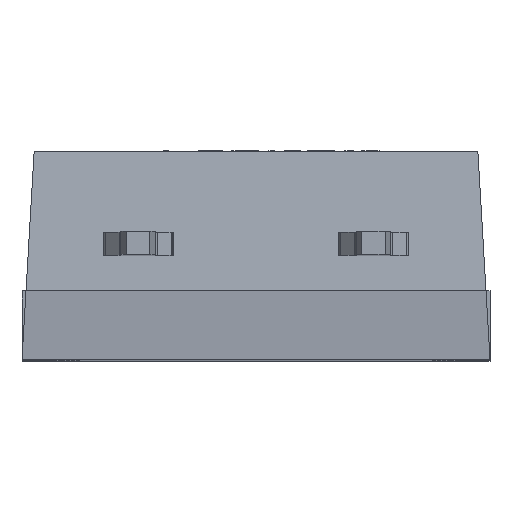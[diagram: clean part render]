
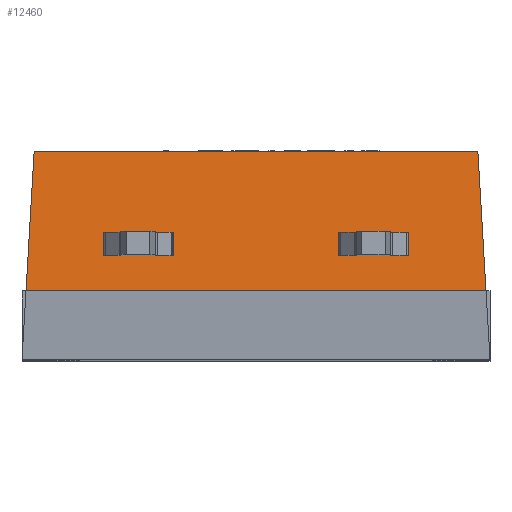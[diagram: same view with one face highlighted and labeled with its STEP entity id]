
A CAD part, top view. The second image highlights one B-rep face of the part: STEP entity #12460.
In plain terms, the highlighted planar face has unit normal (0, 0.087, 0.996).
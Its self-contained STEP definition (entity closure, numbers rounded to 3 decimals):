
#22 = LINE ( 'NONE', #2639, #14717 ) ;
#266 = VECTOR ( 'NONE', #16253, 1000. ) ;
#497 = LINE ( 'NONE', #6074, #4195 ) ;
#523 = VECTOR ( 'NONE', #664, 1000. ) ;
#664 = DIRECTION ( 'NONE',  ( -1., 0., 0. ) ) ;
#898 = EDGE_CURVE ( 'NONE', #9152, #8332, #22, .T. ) ;
#1144 = ORIENTED_EDGE ( 'NONE', *, *, #12865, .T. ) ;
#1502 = CARTESIAN_POINT ( 'NONE',  ( 3.295, -0.5, -16.816 ) ) ;
#1539 = EDGE_CURVE ( 'NONE', #9152, #9207, #13014, .T. ) ;
#1859 = CARTESIAN_POINT ( 'NONE',  ( -4.783, 1.75, -17.012 ) ) ;
#2243 = DIRECTION ( 'NONE',  ( -1., 0., 0. ) ) ;
#2436 = VERTEX_POINT ( 'NONE', #12597 ) ;
#2464 = EDGE_CURVE ( 'NONE', #7774, #9207, #15209, .T. ) ;
#2485 = VERTEX_POINT ( 'NONE', #8899 ) ;
#2499 = ORIENTED_EDGE ( 'NONE', *, *, #11460, .T. ) ;
#2639 = CARTESIAN_POINT ( 'NONE',  ( 3.295, -1.25, -16.75 ) ) ;
#2873 = CARTESIAN_POINT ( 'NONE',  ( 1.795, -1.25, -16.75 ) ) ;
#3027 = EDGE_CURVE ( 'NONE', #13418, #11554, #10948, .T. ) ;
#3351 = ORIENTED_EDGE ( 'NONE', *, *, #1539, .F. ) ;
#3596 = ORIENTED_EDGE ( 'NONE', *, *, #898, .T. ) ;
#3762 = CARTESIAN_POINT ( 'NONE',  ( 3.295, 0., -16.859 ) ) ;
#3967 = EDGE_LOOP ( 'NONE', ( #3351, #3596, #1144, #11408 ) ) ;
#4195 = VECTOR ( 'NONE', #11489, 1000. ) ;
#4360 = LINE ( 'NONE', #11476, #4666 ) ;
#4363 = PLANE ( 'NONE',  #8035 ) ;
#4632 = FACE_OUTER_BOUND ( 'NONE', #9654, .T. ) ;
#4666 = VECTOR ( 'NONE', #12645, 1000. ) ;
#5138 = VECTOR ( 'NONE', #8366, 1000. ) ;
#5232 = DIRECTION ( 'NONE',  ( -1., 0., 0. ) ) ;
#5361 = LINE ( 'NONE', #9329, #266 ) ;
#5527 = CARTESIAN_POINT ( 'NONE',  ( -1.785, -1.25, -16.75 ) ) ;
#5777 = ORIENTED_EDGE ( 'NONE', *, *, #12371, .T. ) ;
#6074 = CARTESIAN_POINT ( 'NONE',  ( -5.045, 1.75, -17.012 ) ) ;
#6104 = VECTOR ( 'NONE', #17129, 1000. ) ;
#6159 = EDGE_CURVE ( 'NONE', #17480, #2436, #11941, .T. ) ;
#6724 = CARTESIAN_POINT ( 'NONE',  ( 1.795, 0., -16.859 ) ) ;
#6792 = DIRECTION ( 'NONE',  ( 0., -0.996, 0.087 ) ) ;
#6903 = VECTOR ( 'NONE', #2243, 1000. ) ;
#7060 = DIRECTION ( 'NONE',  ( 0., -0.996, 0.087 ) ) ;
#7083 = VERTEX_POINT ( 'NONE', #10609 ) ;
#7204 = LINE ( 'NONE', #12709, #6903 ) ;
#7456 = VECTOR ( 'NONE', #5232, 1000. ) ;
#7504 = LINE ( 'NONE', #13004, #6104 ) ;
#7535 = DIRECTION ( 'NONE',  ( -0.058, -0.995, 0.087 ) ) ;
#7575 = LINE ( 'NONE', #11724, #7456 ) ;
#7774 = VERTEX_POINT ( 'NONE', #14668 ) ;
#7853 = VECTOR ( 'NONE', #6792, 1000. ) ;
#8035 = AXIS2_PLACEMENT_3D ( 'NONE', #16878, #15447, #7060 ) ;
#8257 = ORIENTED_EDGE ( 'NONE', *, *, #6159, .T. ) ;
#8332 = VERTEX_POINT ( 'NONE', #1502 ) ;
#8366 = DIRECTION ( 'NONE',  ( 0., 0.996, -0.087 ) ) ;
#8638 = EDGE_CURVE ( 'NONE', #7083, #12111, #4360, .T. ) ;
#8721 = EDGE_CURVE ( 'NONE', #2485, #11154, #7504, .T. ) ;
#8899 = CARTESIAN_POINT ( 'NONE',  ( -3.285, -0.5, -16.816 ) ) ;
#9152 = VERTEX_POINT ( 'NONE', #3762 ) ;
#9207 = VERTEX_POINT ( 'NONE', #6724 ) ;
#9247 = CARTESIAN_POINT ( 'NONE',  ( -4.958, -1.255, -16.75 ) ) ;
#9293 = CARTESIAN_POINT ( 'NONE',  ( -3.285, 0., -16.859 ) ) ;
#9329 = CARTESIAN_POINT ( 'NONE',  ( -5.045, -1.25, -16.75 ) ) ;
#9654 = EDGE_LOOP ( 'NONE', ( #14972, #8257, #5777, #17819 ) ) ;
#9870 = EDGE_CURVE ( 'NONE', #13418, #11154, #16232, .T. ) ;
#10609 = CARTESIAN_POINT ( 'NONE',  ( 4.968, -1.25, -16.75 ) ) ;
#10932 = CARTESIAN_POINT ( 'NONE',  ( -5.045, 0., -16.859 ) ) ;
#10948 = LINE ( 'NONE', #5527, #7853 ) ;
#11154 = VERTEX_POINT ( 'NONE', #9293 ) ;
#11408 = ORIENTED_EDGE ( 'NONE', *, *, #2464, .T. ) ;
#11460 = EDGE_CURVE ( 'NONE', #11554, #2485, #7204, .T. ) ;
#11476 = CARTESIAN_POINT ( 'NONE',  ( 4.934, -0.672, -16.801 ) ) ;
#11489 = DIRECTION ( 'NONE',  ( 1., 0., 0. ) ) ;
#11554 = VERTEX_POINT ( 'NONE', #12664 ) ;
#11724 = CARTESIAN_POINT ( 'NONE',  ( -5.045, -0.5, -16.816 ) ) ;
#11941 = LINE ( 'NONE', #9247, #16905 ) ;
#12111 = VERTEX_POINT ( 'NONE', #14108 ) ;
#12184 = DIRECTION ( 'NONE',  ( 0., -0.996, 0.087 ) ) ;
#12371 = EDGE_CURVE ( 'NONE', #2436, #7083, #5361, .T. ) ;
#12460 = ADVANCED_FACE ( 'NONE', ( #12649, #4632, #14175 ), #4363, .T. ) ;
#12597 = CARTESIAN_POINT ( 'NONE',  ( -4.958, -1.25, -16.75 ) ) ;
#12645 = DIRECTION ( 'NONE',  ( -0.058, 0.995, -0.087 ) ) ;
#12649 = FACE_BOUND ( 'NONE', #3967, .T. ) ;
#12664 = CARTESIAN_POINT ( 'NONE',  ( -1.785, -0.5, -16.816 ) ) ;
#12698 = ORIENTED_EDGE ( 'NONE', *, *, #9870, .F. ) ;
#12709 = CARTESIAN_POINT ( 'NONE',  ( -5.045, -0.5, -16.816 ) ) ;
#12865 = EDGE_CURVE ( 'NONE', #8332, #7774, #7575, .T. ) ;
#13004 = CARTESIAN_POINT ( 'NONE',  ( -3.285, -1.25, -16.75 ) ) ;
#13014 = LINE ( 'NONE', #13096, #523 ) ;
#13096 = CARTESIAN_POINT ( 'NONE',  ( -5.045, 0., -16.859 ) ) ;
#13418 = VERTEX_POINT ( 'NONE', #14705 ) ;
#14108 = CARTESIAN_POINT ( 'NONE',  ( 4.793, 1.75, -17.012 ) ) ;
#14175 = FACE_BOUND ( 'NONE', #17582, .T. ) ;
#14253 = VECTOR ( 'NONE', #17579, 1000. ) ;
#14668 = CARTESIAN_POINT ( 'NONE',  ( 1.795, -0.5, -16.816 ) ) ;
#14705 = CARTESIAN_POINT ( 'NONE',  ( -1.785, 0., -16.859 ) ) ;
#14717 = VECTOR ( 'NONE', #12184, 1000. ) ;
#14972 = ORIENTED_EDGE ( 'NONE', *, *, #16754, .F. ) ;
#15209 = LINE ( 'NONE', #2873, #5138 ) ;
#15447 = DIRECTION ( 'NONE',  ( 0., 0.087, 0.996 ) ) ;
#15849 = ORIENTED_EDGE ( 'NONE', *, *, #3027, .T. ) ;
#16232 = LINE ( 'NONE', #10932, #14253 ) ;
#16253 = DIRECTION ( 'NONE',  ( 1., 0., 0. ) ) ;
#16754 = EDGE_CURVE ( 'NONE', #17480, #12111, #497, .T. ) ;
#16878 = CARTESIAN_POINT ( 'NONE',  ( -5.045, -1.25, -16.75 ) ) ;
#16905 = VECTOR ( 'NONE', #7535, 1000. ) ;
#17129 = DIRECTION ( 'NONE',  ( 0., 0.996, -0.087 ) ) ;
#17380 = ORIENTED_EDGE ( 'NONE', *, *, #8721, .T. ) ;
#17480 = VERTEX_POINT ( 'NONE', #1859 ) ;
#17579 = DIRECTION ( 'NONE',  ( -1., 0., 0. ) ) ;
#17582 = EDGE_LOOP ( 'NONE', ( #12698, #15849, #2499, #17380 ) ) ;
#17819 = ORIENTED_EDGE ( 'NONE', *, *, #8638, .T. ) ;
